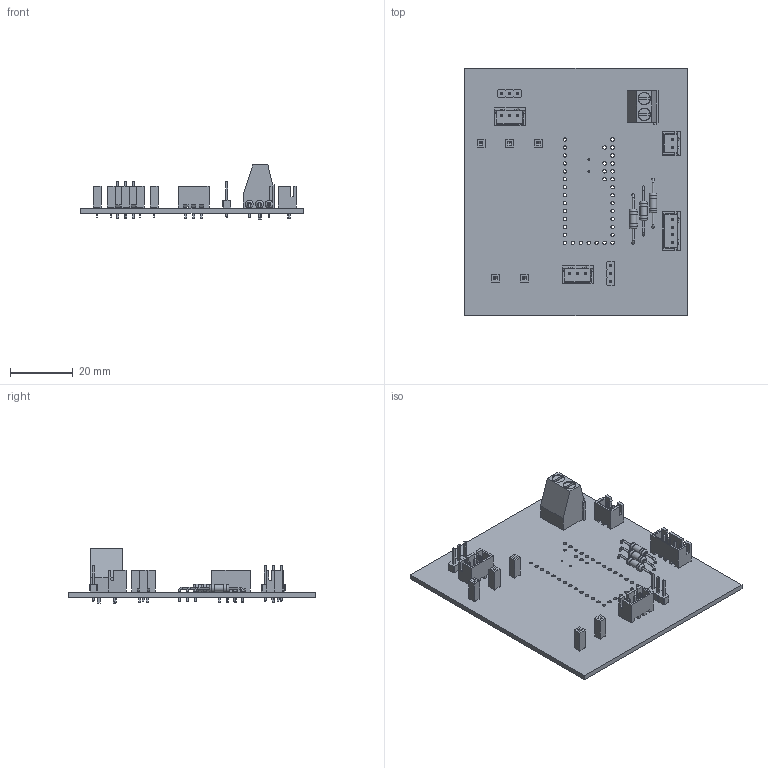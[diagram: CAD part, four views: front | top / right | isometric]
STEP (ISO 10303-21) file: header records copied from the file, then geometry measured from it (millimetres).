
FILE_DESCRIPTION(('KiCad electronic assembly'),'2;1');
FILE_NAME('seq.step','2022-07-10T18:20:04',('Pcbnew'),('Kicad'), 'Open CASCADE STEP processor 7.6','KiCad to STEP converter','Unknown' );
FILE_SCHEMA(('AUTOMOTIVE_DESIGN { 1 0 10303 214 1 1 1 1 }'));
Length unit declared in the file: millimetre
Products named in the file (16): seq 1; PinHeader_1x03_P2.54mm_Vertical; SOLID; TerminalBlock_Phoenix_MKDS-1,5-2-5.08_1x02_P5.08mm_Horizontal; JST_XH_B2B-XH-A_1x02_P2.50mm_Vertical; JST_XH_B3B-XH-A_1x03_P2.50mm_Vertical; R_Axial_DIN0207_L6.3mm_D2.5mm_P15.24mm_Horizontal; PinSocket_1x01_P2.54mm_Vertical; JST_XH_B4B-XH-A_1x04_P2.50mm_Vertical; _autosave-seq PCB
Assembly tree (23 placements, depth 3):
  seq 1
    PinHeader_1x03_P2.54mm_Vertical  x2
      SOLID
    TerminalBlock_Phoenix_MKDS-1,5-2-5.08_1x02_P5.08mm_Horizontal
      SOLID
    JST_XH_B2B-XH-A_1x02_P2.50mm_Vertical
      SOLID
    JST_XH_B3B-XH-A_1x03_P2.50mm_Vertical  x2
      SOLID
    R_Axial_DIN0207_L6.3mm_D2.5mm_P15.24mm_Horizontal  x3
      SOLID
    PinSocket_1x01_P2.54mm_Vertical  x5
      SOLID
    JST_XH_B4B-XH-A_1x04_P2.50mm_Vertical
      SOLID
    _autosave-seq PCB
Bounding box: 71.13 x 79 x 17.3 mm (x, y, z)
Volume: 11148.1 mm3; surface area: 16489.2 mm2
Topology: 16 solids, 16 shells, 1037 faces, 2632 edges, 1694 vertices
Faces by surface type: bspline 961, cylinder 70, plane 6
Full cylindrical faces by diameter (mm): 0.5 x2, 0.8 x6, 0.95 x10, 1 x13, 1.1 x37, 1.3 x2
Entity records: 42351 total; most frequent: CARTESIAN_POINT 14468, B_SPLINE_CURVE_WITH_KNOTS 4195, ORIENTED_EDGE 3346, PCURVE 3346, DEFINITIONAL_REPRESENTATION 3346, EDGE_CURVE 1673, SURFACE_CURVE 1588, VERTEX_POINT 1078
